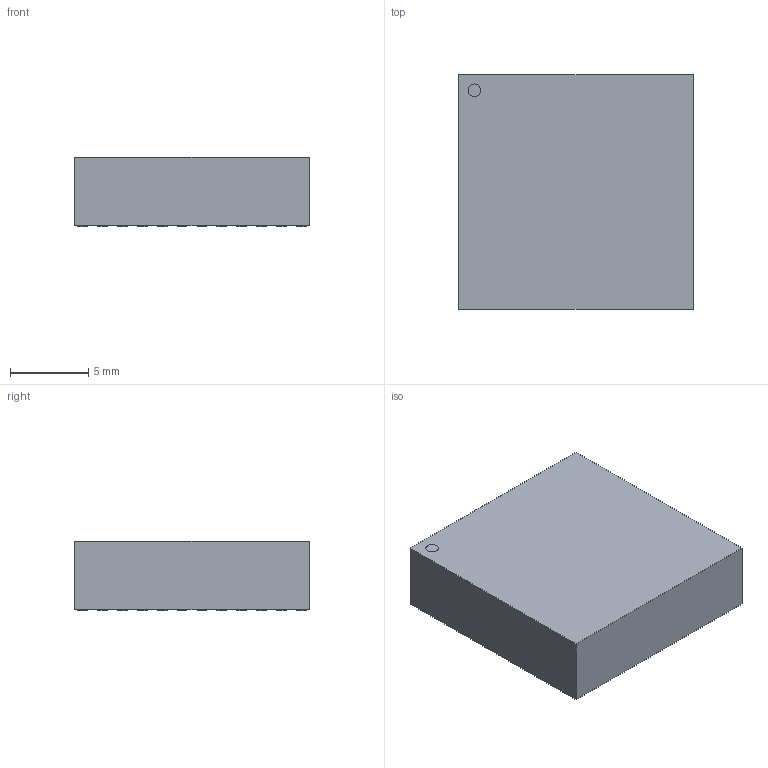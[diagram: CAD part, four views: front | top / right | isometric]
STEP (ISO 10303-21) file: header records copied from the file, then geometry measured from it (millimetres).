
FILE_DESCRIPTION(/* description */ (''),/* implementation_level */ '2;1');
FILE_NAME(/* name */ 'LGA144S127P12X12_1500X1500X442R.stp',/* time_stamp */ '2017-08-21T15:33:52+02:00',/* author */ ('jchouvet'),/* organization */ (''),/* preprocessor_version */ 'ST-DEVELOPER v16.1',/* originating_system */ 'AutoCAD Mechanical',/* authorisation */ '');
FILE_SCHEMA (('AUTOMOTIVE_DESIGN { 1 0 10303 214 3 1 1 }'));
Length unit declared in the file: millimetre
Products named in the file (1): Product
Bounding box: 15 x 15 x 4.42 mm (x, y, z)
Volume: 986.1 mm3; surface area: 845.7 mm2
Topology: 146 solids, 146 shells, 873 faces, 1740 edges, 1160 vertices
Faces by surface type: plane 870, cylinder 3
Full cylindrical faces by diameter (mm): 0.63 x1, 0.8 x2
Entity records: 21959 total; most frequent: CARTESIAN_POINT 3771, DIRECTION 3491, ORIENTED_EDGE 3474, EDGE_CURVE 1737, LINE 1731, VECTOR 1731, VERTEX_POINT 1160, AXIS2_PLACEMENT_3D 880
